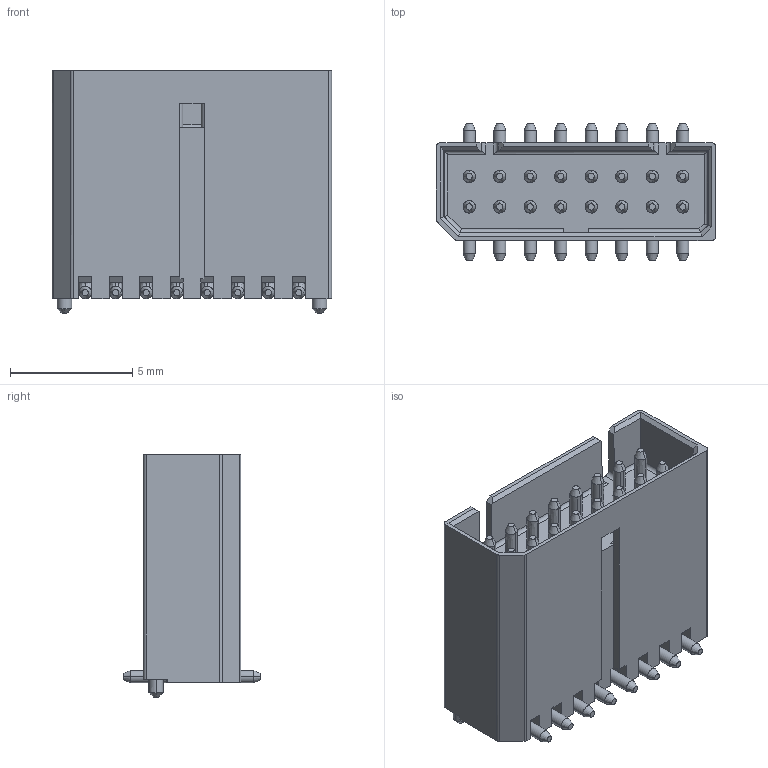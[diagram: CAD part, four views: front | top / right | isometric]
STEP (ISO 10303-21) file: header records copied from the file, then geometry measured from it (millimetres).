
FILE_DESCRIPTION( ('This file contains a STEP AP42 implementation' ,'as created by ZW3D STEP Interface translator.') ,'2;1' );
FILE_NAME( '3651-P016-093XXR01.stp' ,'241031.17 443', (''), ('ZWCAD Software Co.'), 'Version 1.0', 'ZW3D to STEP translator', '' );
FILE_SCHEMA(('AUTOMOTIVE_DESIGN { 1 0 10303 214 1 1 1 1 }'));
Length unit declared in the file: millimetre
Products named in the file (3): 0; 3651-P016-093XXR01; 3651-P014-059G0R01_1
Assembly tree (1 placements, depth 2):
  0
  3651-P016-093XXR01
    3651-P014-059G0R01_1
Bounding box: 11.45 x 5.65 x 9.95 mm (x, y, z)
Volume: 330.9 mm3; surface area: 665.3 mm2
Topology: 1 solids, 1 shells, 599 faces, 1609 edges, 1012 vertices
Faces by surface type: bspline 201, plane 188, cone 112, cylinder 98
Full cylindrical faces by diameter (mm): 0.5 x4
Entity records: 22468 total; most frequent: CARTESIAN_POINT 8516, ORIENTED_EDGE 3218, DIRECTION 2310, EDGE_CURVE 1609, VERTEX_POINT 1012, VECTOR 866, LINE 866, AXIS2_PLACEMENT_3D 722
